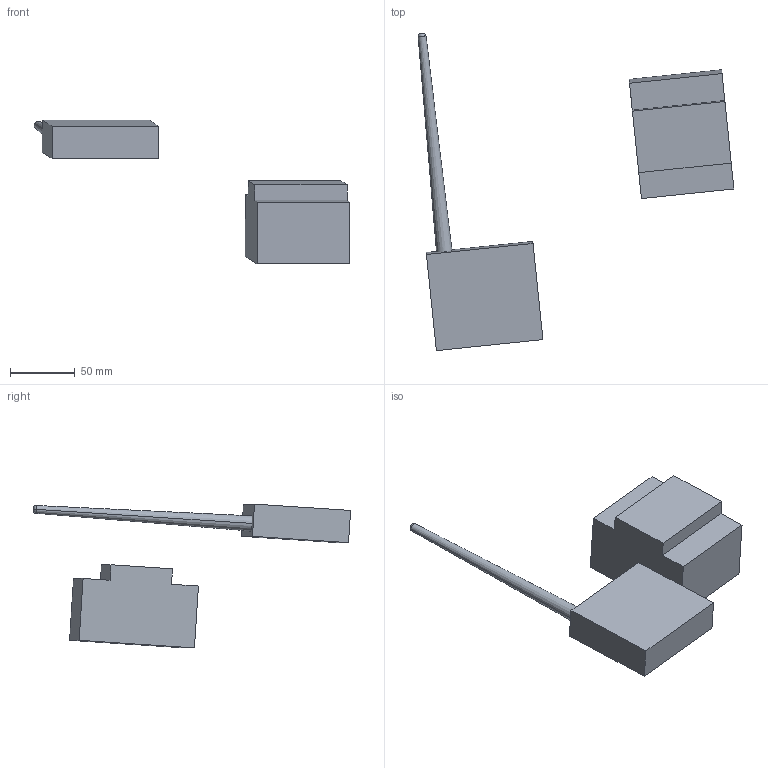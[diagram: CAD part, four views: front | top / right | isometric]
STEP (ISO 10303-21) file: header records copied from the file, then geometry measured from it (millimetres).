
FILE_DESCRIPTION(('CATIA V5 STEP Exchange','CAx-IF Rec.Pracs.--- Model Styling and Organization---1.4--- 2014-01-23','CAx-IF Rec.Pracs.---3D Tessellated Data Validation Properties---0.5---2014-09-14'),'2;1');
FILE_NAME('STEP_750350_-_TST.stp','2020-05-27T09:12:32+00:00',('none'),('none'),'CATIA Version 5-6 Release 2019 SP3','CATIA V5 STEP AP242 v1','none');
FILE_SCHEMA(('AP242_MANAGED_MODEL_BASED_3D_ENGINEERING_MIM_LF {1 0 10303 442 1 1 4}'));
Length unit declared in the file: millimetre
Products named in the file (1): 750350 - TST
Bounding box: 244.62 x 245.73 x 111.35 mm (x, y, z)
Volume: 519408.9 mm3; surface area: 56465.1 mm2
Topology: 2 solids, 2 shells, 23 faces, 50 edges, 32 vertices
Faces by surface type: plane 17, torus 4, cone 2
Entity records: 627 total; most frequent: CARTESIAN_POINT 105, ORIENTED_EDGE 100, DIRECTION 94, EDGE_CURVE 50, VECTOR 38, LINE 38, AXIS2_PLACEMENT_3D 35, VERTEX_POINT 32
